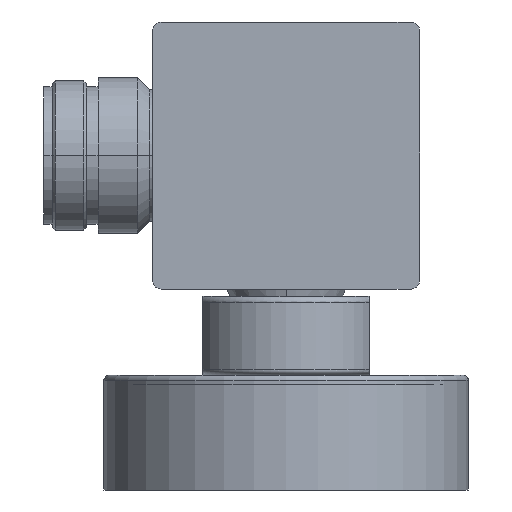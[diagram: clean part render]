
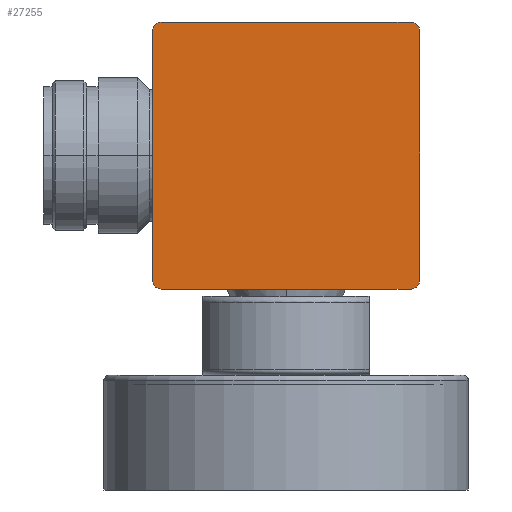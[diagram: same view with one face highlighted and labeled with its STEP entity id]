
A CAD part, left-side view. The second image highlights one B-rep face of the part: STEP entity #27255.
In plain terms, the highlighted planar face has unit normal (-1, 0, 0).
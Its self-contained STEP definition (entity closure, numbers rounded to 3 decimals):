
#28=DIRECTION('',(0.,-1.,0.));
#29=VECTOR('',#28,43.5);
#30=CARTESIAN_POINT('',(-95.,21.75,23.25));
#31=LINE('',#30,#29);
#44=CARTESIAN_POINT('',(-95.,-21.75,21.75));
#45=DIRECTION('',(-1.,0.,0.));
#46=DIRECTION('',(0.,-1.,0.));
#47=AXIS2_PLACEMENT_3D('',#44,#45,#46);
#64=CARTESIAN_POINT('',(-95.,21.75,21.75));
#65=DIRECTION('',(-1.,0.,0.));
#66=DIRECTION('',(0.,0.,1.));
#67=AXIS2_PLACEMENT_3D('',#64,#65,#66);
#74=DIRECTION('',(0.,0.,1.));
#75=VECTOR('',#74,43.5);
#76=CARTESIAN_POINT('',(-95.,23.25,-21.75));
#77=LINE('',#76,#75);
#100=CARTESIAN_POINT('',(-95.,21.75,-21.75));
#101=DIRECTION('',(-1.,0.,0.));
#102=DIRECTION('',(0.,1.,0.));
#103=AXIS2_PLACEMENT_3D('',#100,#101,#102);
#122=DIRECTION('',(0.,1.,0.));
#123=VECTOR('',#122,43.5);
#124=CARTESIAN_POINT('',(-95.,-21.75,-23.25));
#125=LINE('',#124,#123);
#146=CARTESIAN_POINT('',(-95.,-21.75,-21.75));
#147=DIRECTION('',(-1.,0.,0.));
#148=DIRECTION('',(0.,0.,-1.));
#149=AXIS2_PLACEMENT_3D('',#146,#147,#148);
#168=DIRECTION('',(0.,0.,-1.));
#169=VECTOR('',#168,43.5);
#170=CARTESIAN_POINT('',(-95.,-23.25,21.75));
#171=LINE('',#170,#169);
#22989=CARTESIAN_POINT('',(-95.,21.75,23.25));
#22990=CARTESIAN_POINT('',(-95.,-21.75,23.25));
#22991=VERTEX_POINT('',#22989);
#22992=VERTEX_POINT('',#22990);
#22993=CARTESIAN_POINT('',(-95.,-23.25,21.75));
#22994=CARTESIAN_POINT('',(-95.,-23.25,-21.75));
#22995=VERTEX_POINT('',#22993);
#22996=VERTEX_POINT('',#22994);
#22997=CARTESIAN_POINT('',(-95.,-21.75,-23.25));
#22998=CARTESIAN_POINT('',(-95.,21.75,-23.25));
#22999=VERTEX_POINT('',#22997);
#23000=VERTEX_POINT('',#22998);
#23001=CARTESIAN_POINT('',(-95.,23.25,-21.75));
#23002=CARTESIAN_POINT('',(-95.,23.25,21.75));
#23003=VERTEX_POINT('',#23001);
#23004=VERTEX_POINT('',#23002);
#27233=CARTESIAN_POINT('',(-95.,0.,0.));
#27234=DIRECTION('',(1.,0.,0.));
#27235=DIRECTION('',(0.,1.,0.));
#27236=AXIS2_PLACEMENT_3D('',#27233,#27234,#27235);
#27237=PLANE('',#27236);
#27238=ORIENTED_EDGE('',*,*,#27215,.T.);
#27240=ORIENTED_EDGE('',*,*,#27239,.F.);
#27242=ORIENTED_EDGE('',*,*,#27241,.T.);
#27244=ORIENTED_EDGE('',*,*,#27243,.F.);
#27246=ORIENTED_EDGE('',*,*,#27245,.T.);
#27248=ORIENTED_EDGE('',*,*,#27247,.F.);
#27250=ORIENTED_EDGE('',*,*,#27249,.T.);
#27252=ORIENTED_EDGE('',*,*,#27251,.F.);
#27253=EDGE_LOOP('',(#27238,#27240,#27242,#27244,#27246,#27248,#27250,#27252));
#27254=FACE_OUTER_BOUND('',#27253,.F.);
#27255=ADVANCED_FACE('',(#27254),#27237,.F.);
#48=CIRCLE('',#47,1.5);
#68=CIRCLE('',#67,1.5);
#104=CIRCLE('',#103,1.5);
#150=CIRCLE('',#149,1.5);
#27215=EDGE_CURVE('',#22991,#22992,#31,.T.);
#27239=EDGE_CURVE('',#22995,#22992,#48,.T.);
#27241=EDGE_CURVE('',#22995,#22996,#171,.T.);
#27243=EDGE_CURVE('',#22999,#22996,#150,.T.);
#27245=EDGE_CURVE('',#22999,#23000,#125,.T.);
#27247=EDGE_CURVE('',#23003,#23000,#104,.T.);
#27249=EDGE_CURVE('',#23003,#23004,#77,.T.);
#27251=EDGE_CURVE('',#22991,#23004,#68,.T.);
